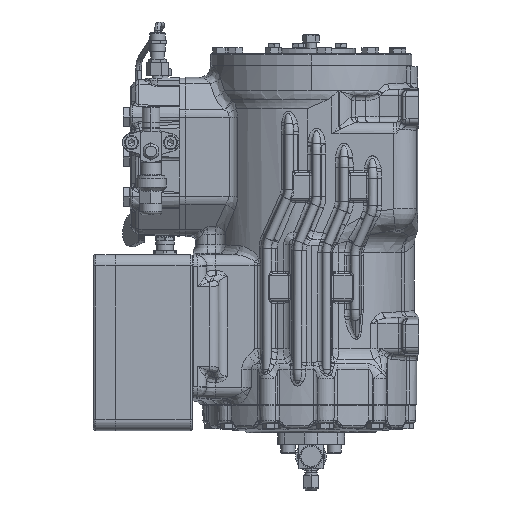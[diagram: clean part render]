
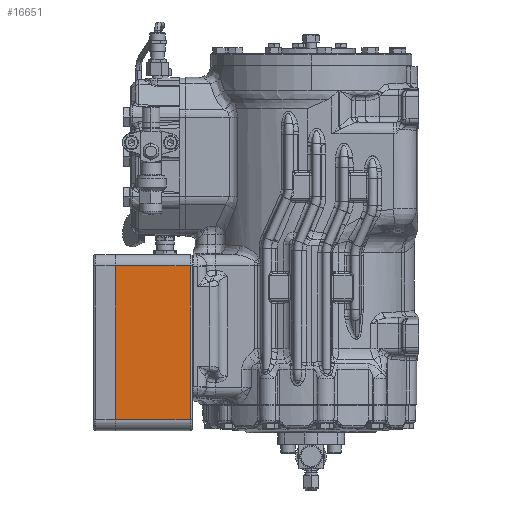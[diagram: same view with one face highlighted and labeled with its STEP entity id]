
A CAD part, left-side view. The second image highlights one B-rep face of the part: STEP entity #16651.
In plain terms, the highlighted planar face has unit normal (-1, 0, 0).
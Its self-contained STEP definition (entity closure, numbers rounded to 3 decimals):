
#9307 = CARTESIAN_POINT ( 'NONE',  ( -130., 70., 70. ) ) ;
#10541 = LINE ( 'NONE', #36978, #90373 ) ;
#16022 = ORIENTED_EDGE ( 'NONE', *, *, #82321, .F. ) ;
#16651 = ADVANCED_FACE ( 'NONE', ( #53466 ), #83641, .T. ) ;
#16897 = VECTOR ( 'NONE', #120133, 1000. ) ;
#22021 = CARTESIAN_POINT ( 'NONE',  ( -130., -70., 70. ) ) ;
#27193 = EDGE_CURVE ( 'NONE', #76002, #110172, #74725, .T. ) ;
#29554 = CARTESIAN_POINT ( 'NONE',  ( -130., -70., 72.5 ) ) ;
#29844 = VECTOR ( 'NONE', #65180, 1000. ) ;
#31088 = EDGE_LOOP ( 'NONE', ( #124514, #116965, #16022, #33049 ) ) ;
#33049 = ORIENTED_EDGE ( 'NONE', *, *, #27193, .F. ) ;
#36978 = CARTESIAN_POINT ( 'NONE',  ( -130., -70., 72.5 ) ) ;
#38590 = VERTEX_POINT ( 'NONE', #107576 ) ;
#40474 = DIRECTION ( 'NONE',  ( -1., 0., 0. ) ) ;
#44030 = LINE ( 'NONE', #60772, #76345 ) ;
#49807 = DIRECTION ( 'NONE',  ( 0., 0., -1. ) ) ;
#53466 = FACE_OUTER_BOUND ( 'NONE', #31088, .T. ) ;
#60355 = EDGE_CURVE ( 'NONE', #76002, #63356, #44030, .T. ) ;
#60772 = CARTESIAN_POINT ( 'NONE',  ( -130., 70., 72.5 ) ) ;
#63356 = VERTEX_POINT ( 'NONE', #75500 ) ;
#65180 = DIRECTION ( 'NONE',  ( 0., -1., 0. ) ) ;
#74725 = LINE ( 'NONE', #22021, #16897 ) ;
#75500 = CARTESIAN_POINT ( 'NONE',  ( -130., 70., 2. ) ) ;
#76002 = VERTEX_POINT ( 'NONE', #9307 ) ;
#76345 = VECTOR ( 'NONE', #49807, 1000. ) ;
#76518 = CARTESIAN_POINT ( 'NONE',  ( -130., -70., 2. ) ) ;
#82321 = EDGE_CURVE ( 'NONE', #110172, #38590, #10541, .T. ) ;
#83641 = PLANE ( 'NONE',  #91531 ) ;
#84166 = LINE ( 'NONE', #76518, #29844 ) ;
#90373 = VECTOR ( 'NONE', #91558, 1000. ) ;
#91531 = AXIS2_PLACEMENT_3D ( 'NONE', #29554, #40474, #116346 ) ;
#91558 = DIRECTION ( 'NONE',  ( 0., 0., -1. ) ) ;
#107576 = CARTESIAN_POINT ( 'NONE',  ( -130., -70., 2. ) ) ;
#110172 = VERTEX_POINT ( 'NONE', #117371 ) ;
#116346 = DIRECTION ( 'NONE',  ( 0., 0., 1. ) ) ;
#116965 = ORIENTED_EDGE ( 'NONE', *, *, #124855, .T. ) ;
#117371 = CARTESIAN_POINT ( 'NONE',  ( -130., -70., 70. ) ) ;
#120133 = DIRECTION ( 'NONE',  ( 0., -1., 0. ) ) ;
#124514 = ORIENTED_EDGE ( 'NONE', *, *, #60355, .T. ) ;
#124855 = EDGE_CURVE ( 'NONE', #63356, #38590, #84166, .T. ) ;
